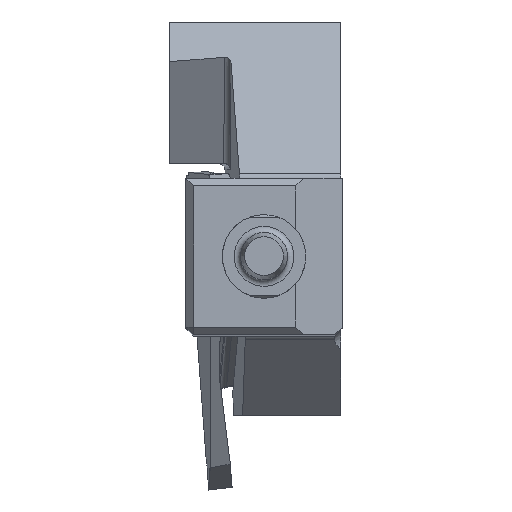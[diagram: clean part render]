
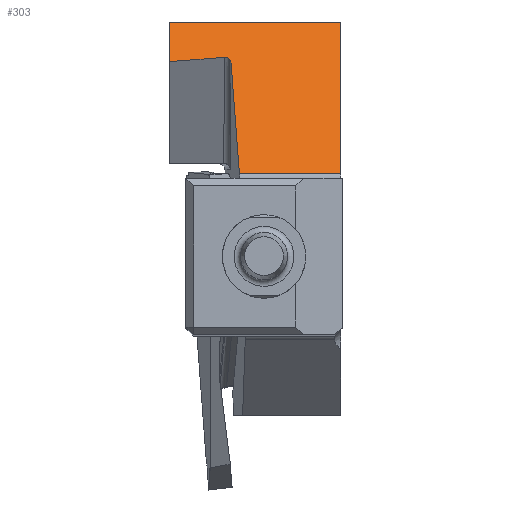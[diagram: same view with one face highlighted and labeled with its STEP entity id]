
A CAD part, top view. The second image highlights one B-rep face of the part: STEP entity #303.
In plain terms, the highlighted planar face has unit normal (0, 0.5, 0.866).
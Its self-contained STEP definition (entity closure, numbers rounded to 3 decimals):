
#254=ELLIPSE('',#2740,0.462,0.4);
#303=ADVANCED_FACE('',(#525),#451,.T.);
#451=PLANE('',#2741);
#525=FACE_OUTER_BOUND('',#668,.T.);
#668=EDGE_LOOP('',(#1255,#1256,#1257,#1258,#1259,#1260,#1261));
#839=LINE('',#3726,#1045);
#840=LINE('',#3729,#1046);
#841=LINE('',#3731,#1047);
#842=LINE('',#3733,#1048);
#843=LINE('',#3737,#1049);
#844=LINE('',#3739,#1050);
#1045=VECTOR('',#3017,1.);
#1046=VECTOR('',#3018,1.);
#1047=VECTOR('',#3019,1.);
#1048=VECTOR('',#3020,1.);
#1049=VECTOR('',#3023,1.);
#1050=VECTOR('',#3024,1.);
#1255=ORIENTED_EDGE('',*,*,#2239,.F.);
#1256=ORIENTED_EDGE('',*,*,#2240,.F.);
#1257=ORIENTED_EDGE('',*,*,#2241,.T.);
#1258=ORIENTED_EDGE('',*,*,#2242,.T.);
#1259=ORIENTED_EDGE('',*,*,#2243,.F.);
#1260=ORIENTED_EDGE('',*,*,#2244,.T.);
#1261=ORIENTED_EDGE('',*,*,#2245,.T.);
#2001=VERTEX_POINT('',#3727);
#2002=VERTEX_POINT('',#3728);
#2003=VERTEX_POINT('',#3730);
#2004=VERTEX_POINT('',#3732);
#2005=VERTEX_POINT('',#3734);
#2006=VERTEX_POINT('',#3736);
#2007=VERTEX_POINT('',#3738);
#2239=EDGE_CURVE('',#2001,#2002,#839,.T.);
#2240=EDGE_CURVE('',#2003,#2001,#840,.T.);
#2241=EDGE_CURVE('',#2003,#2004,#841,.T.);
#2242=EDGE_CURVE('',#2004,#2005,#842,.T.);
#2243=EDGE_CURVE('',#2006,#2005,#254,.T.);
#2244=EDGE_CURVE('',#2006,#2007,#843,.T.);
#2245=EDGE_CURVE('',#2007,#2002,#844,.T.);
#2740=AXIS2_PLACEMENT_3D('',#3735,#3021,#3022);
#2741=AXIS2_PLACEMENT_3D('',#3740,#3025,#3026);
#3017=DIRECTION('',(0.,-0.866,0.5));
#3018=DIRECTION('',(1.,0.,0.));
#3019=DIRECTION('',(0.,-0.866,0.5));
#3020=DIRECTION('',(0.996,0.078,-0.045));
#3021=DIRECTION('',(0.,0.5,0.866));
#3022=DIRECTION('',(-0.009,-0.866,0.5));
#3023=DIRECTION('',(0.065,-0.864,0.499));
#3024=DIRECTION('',(1.,0.,0.));
#3025=DIRECTION('',(0.,0.5,0.866));
#3026=DIRECTION('',(0.,0.866,-0.5));
#3726=CARTESIAN_POINT('',(-0.1,20.,-55.888));
#3727=CARTESIAN_POINT('',(-0.1,20.,-55.888));
#3728=CARTESIAN_POINT('',(-0.1,10.375,-50.331));
#3729=CARTESIAN_POINT('',(-11.,20.,-55.888));
#3730=CARTESIAN_POINT('',(-11.,20.,-55.888));
#3731=CARTESIAN_POINT('',(-11.,20.,-55.888));
#3732=CARTESIAN_POINT('',(-11.,17.478,-54.432));
#3733=CARTESIAN_POINT('',(-10.739,17.498,-54.443));
#3734=CARTESIAN_POINT('',(-7.512,17.75,-54.589));
#3735=CARTESIAN_POINT('',(-7.482,17.351,-54.359));
#3736=CARTESIAN_POINT('',(-7.084,17.382,-54.377));
#3737=CARTESIAN_POINT('',(-7.296,20.209,-56.009));
#3738=CARTESIAN_POINT('',(-6.556,10.375,-50.331));
#3739=CARTESIAN_POINT('',(0.,10.375,-50.331));
#3740=CARTESIAN_POINT('',(-11.,20.,-55.888));
